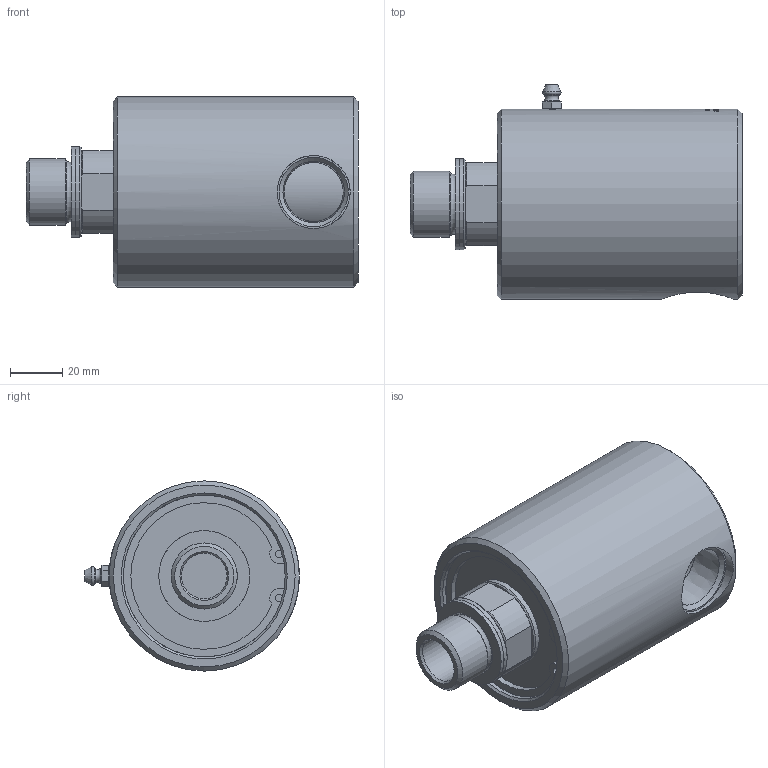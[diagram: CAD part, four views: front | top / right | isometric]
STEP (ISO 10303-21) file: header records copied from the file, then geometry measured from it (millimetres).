
FILE_DESCRIPTION(/* description */ (''),/* implementation_level */ '2;1');
FILE_NAME(/* name */ '250-094-002-IC.stp',/* time_stamp */ '2020-05-19T09:31:13-05:00',/* author */ ('GALINDOLM'),/* organization */ (''),/* preprocessor_version */ 'ST-DEVELOPER v18',/* originating_system */ 'Autodesk Inventor 2020',/* authorisation */ '');
FILE_SCHEMA (('AUTOMOTIVE_DESIGN { 1 0 10303 214 3 1 1 }'));
Products named in the file (1): 250-094-002-IC
Bounding box: 127.4 x 82.38 x 73 mm (x, y, z)
Volume: 379769 mm3; surface area: 41168.3 mm2
Topology: 1 solids, 1 shells, 381 faces, 1002 edges, 665 vertices
Faces by surface type: bspline 181, plane 117, cylinder 55, cone 25, torus 3
Full cylindrical faces by diameter (mm): 2.794 x2, 6.325 x1, 17.5 x1, 22.631 x1, 25.356 x1, 25.4 x1, 28 x1, 34.8 x2, 34.9 x1, 62.1 x1, 66.9 x1, 73 x1
Entity records: 53513 total; most frequent: CARTESIAN_POINT 44726, ORIENTED_EDGE 2004, DIRECTION 1410, EDGE_CURVE 1002, VERTEX_POINT 665, AXIS2_PLACEMENT_3D 518, EDGE_LOOP 423, FACE_OUTER_BOUND 381
